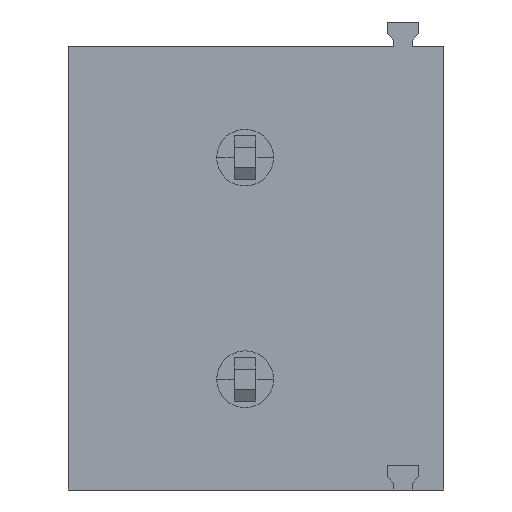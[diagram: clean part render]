
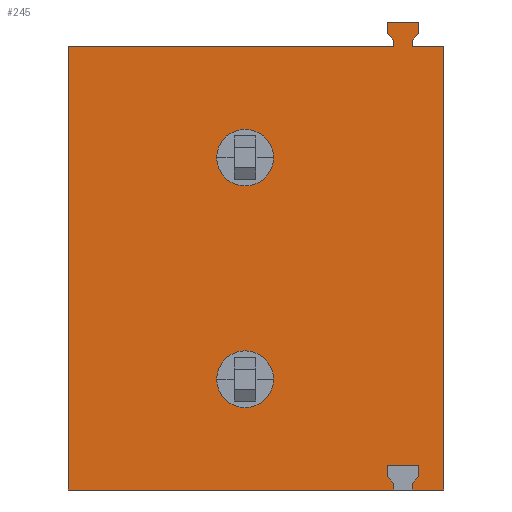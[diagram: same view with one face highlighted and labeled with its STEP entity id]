
A CAD part, front view. The second image highlights one B-rep face of the part: STEP entity #245.
In plain terms, the highlighted planar face has unit normal (0, -1, 0).
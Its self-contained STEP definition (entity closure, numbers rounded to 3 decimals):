
#245=ADVANCED_FACE('',(#603,#604,#605),#606,.T.);
#603=FACE_OUTER_BOUND('',#1084,.T.);
#604=FACE_BOUND('',#1085,.T.);
#605=FACE_BOUND('',#1086,.T.);
#606=PLANE('',#1087);
#1084=EDGE_LOOP('',(#1744,#1745,#1746,#1747,#1748,#1749,#1750,#1751,#1752,#1753,#1754,#1755,#1756,#1757,#1758,#1759,#1760,#1761,#1762,#1763));
#1085=EDGE_LOOP('',(#1764,#1765));
#1086=EDGE_LOOP('',(#1766,#1767));
#1087=AXIS2_PLACEMENT_3D('',#1768,#1769,#1770);
#1744=ORIENTED_EDGE('',*,*,#3030,.F.);
#1745=ORIENTED_EDGE('',*,*,#3031,.F.);
#1746=ORIENTED_EDGE('',*,*,#3032,.F.);
#1747=ORIENTED_EDGE('',*,*,#2921,.F.);
#1748=ORIENTED_EDGE('',*,*,#3033,.F.);
#1749=ORIENTED_EDGE('',*,*,#3034,.F.);
#1750=ORIENTED_EDGE('',*,*,#3035,.F.);
#1751=ORIENTED_EDGE('',*,*,#3036,.F.);
#1752=ORIENTED_EDGE('',*,*,#3037,.F.);
#1753=ORIENTED_EDGE('',*,*,#3038,.F.);
#1754=ORIENTED_EDGE('',*,*,#3039,.T.);
#1755=ORIENTED_EDGE('',*,*,#3040,.T.);
#1756=ORIENTED_EDGE('',*,*,#3003,.T.);
#1757=ORIENTED_EDGE('',*,*,#3041,.T.);
#1758=ORIENTED_EDGE('',*,*,#3042,.T.);
#1759=ORIENTED_EDGE('',*,*,#3043,.T.);
#1760=ORIENTED_EDGE('',*,*,#2937,.T.);
#1761=ORIENTED_EDGE('',*,*,#3044,.T.);
#1762=ORIENTED_EDGE('',*,*,#3045,.T.);
#1763=ORIENTED_EDGE('',*,*,#3046,.T.);
#1764=ORIENTED_EDGE('',*,*,#3047,.F.);
#1765=ORIENTED_EDGE('',*,*,#3048,.F.);
#1766=ORIENTED_EDGE('',*,*,#3049,.F.);
#1767=ORIENTED_EDGE('',*,*,#3050,.F.);
#1768=CARTESIAN_POINT('',(-8.08,0.0,-5.08));
#1769=DIRECTION('',(0.0,-1.0,0.0));
#1770=DIRECTION('',(0.,0.0,1.0));
#2921=EDGE_CURVE('',#3511,#3506,#3513,.T.);
#2937=EDGE_CURVE('',#3540,#3541,#3542,.T.);
#3003=EDGE_CURVE('',#3653,#3654,#3655,.T.);
#3030=EDGE_CURVE('',#3697,#3698,#3699,.T.);
#3031=EDGE_CURVE('',#3700,#3697,#3701,.T.);
#3032=EDGE_CURVE('',#3506,#3700,#3702,.T.);
#3033=EDGE_CURVE('',#3703,#3511,#3704,.T.);
#3034=EDGE_CURVE('',#3705,#3703,#3706,.T.);
#3035=EDGE_CURVE('',#3707,#3705,#3708,.T.);
#3036=EDGE_CURVE('',#3709,#3707,#3710,.T.);
#3037=EDGE_CURVE('',#3711,#3709,#3712,.T.);
#3038=EDGE_CURVE('',#3713,#3711,#3714,.T.);
#3039=EDGE_CURVE('',#3713,#3715,#3716,.T.);
#3040=EDGE_CURVE('',#3715,#3653,#3717,.T.);
#3041=EDGE_CURVE('',#3654,#3718,#3719,.T.);
#3042=EDGE_CURVE('',#3718,#3720,#3721,.T.);
#3043=EDGE_CURVE('',#3720,#3540,#3722,.T.);
#3044=EDGE_CURVE('',#3541,#3723,#3724,.T.);
#3045=EDGE_CURVE('',#3723,#3725,#3726,.T.);
#3046=EDGE_CURVE('',#3725,#3698,#3727,.T.);
#3047=EDGE_CURVE('',#3728,#3729,#3730,.T.);
#3048=EDGE_CURVE('',#3729,#3728,#3731,.T.);
#3049=EDGE_CURVE('',#3732,#3733,#3734,.T.);
#3050=EDGE_CURVE('',#3733,#3732,#3735,.T.);
#3506=VERTEX_POINT('',#4339);
#3511=VERTEX_POINT('',#4346);
#3513=LINE('',#4349,#4350);
#3540=VERTEX_POINT('',#4383);
#3541=VERTEX_POINT('',#4384);
#3542=LINE('',#4385,#4386);
#3653=VERTEX_POINT('',#4537);
#3654=VERTEX_POINT('',#4538);
#3655=LINE('',#4539,#4540);
#3697=VERTEX_POINT('',#4596);
#3698=VERTEX_POINT('',#4597);
#3699=LINE('',#4598,#4599);
#3700=VERTEX_POINT('',#4600);
#3701=LINE('',#4601,#4602);
#3702=LINE('',#4603,#4604);
#3703=VERTEX_POINT('',#4605);
#3704=LINE('',#4606,#4607);
#3705=VERTEX_POINT('',#4608);
#3706=LINE('',#4609,#4610);
#3707=VERTEX_POINT('',#4611);
#3708=LINE('',#4612,#4613);
#3709=VERTEX_POINT('',#4614);
#3710=LINE('',#4615,#4616);
#3711=VERTEX_POINT('',#4617);
#3712=LINE('',#4618,#4619);
#3713=VERTEX_POINT('',#4620);
#3714=LINE('',#4621,#4622);
#3715=VERTEX_POINT('',#4623);
#3716=LINE('',#4624,#4625);
#3717=LINE('',#4626,#4627);
#3718=VERTEX_POINT('',#4628);
#3719=LINE('',#4629,#4630);
#3720=VERTEX_POINT('',#4631);
#3721=LINE('',#4632,#4633);
#3722=LINE('',#4634,#4635);
#3723=VERTEX_POINT('',#4636);
#3724=LINE('',#4637,#4638);
#3725=VERTEX_POINT('',#4639);
#3726=LINE('',#4640,#4641);
#3727=LINE('',#4642,#4643);
#3728=VERTEX_POINT('',#4644);
#3729=VERTEX_POINT('',#4645);
#3730=CIRCLE('',#4646,0.65);
#3731=CIRCLE('',#4647,0.65);
#3732=VERTEX_POINT('',#4648);
#3733=VERTEX_POINT('',#4649);
#3734=CIRCLE('',#4650,0.65);
#3735=CIRCLE('',#4651,0.65);
#4339=CARTESIAN_POINT('',(-1.137,0.0,-7.491));
#4346=CARTESIAN_POINT('',(-1.287,0.0,-7.313));
#4349=CARTESIAN_POINT('',(1.04,0.0,-10.08));
#4350=VECTOR('',#5650,1.0);
#4383=CARTESIAN_POINT('',(-1.287,0.0,3.11));
#4384=CARTESIAN_POINT('',(-1.287,0.0,2.847));
#4385=CARTESIAN_POINT('',(-1.287,0.0,3.11));
#4386=VECTOR('',#5672,1.0);
#4537=CARTESIAN_POINT('',(-0.723,0.0,2.54));
#4538=CARTESIAN_POINT('',(-0.723,0.0,2.669));
#4539=CARTESIAN_POINT('',(-0.723,0.0,2.54));
#4540=VECTOR('',#5752,1.0);
#4596=CARTESIAN_POINT('',(-8.6,0.0,-7.62));
#4597=CARTESIAN_POINT('',(-8.6,0.0,2.54));
#4598=CARTESIAN_POINT('',(-8.6,0.0,-5.08));
#4599=VECTOR('',#5785,1.0);
#4600=CARTESIAN_POINT('',(-1.137,0.0,-7.62));
#4601=CARTESIAN_POINT('',(-8.08,0.0,-7.62));
#4602=VECTOR('',#5786,1.0);
#4603=CARTESIAN_POINT('',(-1.137,0.0,-10.08));
#4604=VECTOR('',#5787,1.0);
#4605=CARTESIAN_POINT('',(-1.287,0.0,-7.05));
#4606=CARTESIAN_POINT('',(-1.287,0.0,-10.08));
#4607=VECTOR('',#5788,1.0);
#4608=CARTESIAN_POINT('',(-0.573,0.0,-7.05));
#4609=CARTESIAN_POINT('',(49.017,0.0,-7.05));
#4610=VECTOR('',#5789,1.0);
#4611=CARTESIAN_POINT('',(-0.573,0.0,-7.313));
#4612=CARTESIAN_POINT('',(-0.573,0.0,-10.08));
#4613=VECTOR('',#5790,1.0);
#4614=CARTESIAN_POINT('',(-0.723,0.0,-7.491));
#4615=CARTESIAN_POINT('',(-2.9,0.0,-10.08));
#4616=VECTOR('',#5791,1.0);
#4617=CARTESIAN_POINT('',(-0.723,0.0,-7.62));
#4618=CARTESIAN_POINT('',(-0.723,0.0,-10.08));
#4619=VECTOR('',#5792,1.0);
#4620=CARTESIAN_POINT('',(0.0,0.0,-7.62));
#4621=CARTESIAN_POINT('',(-8.08,0.0,-7.62));
#4622=VECTOR('',#5793,1.0);
#4623=CARTESIAN_POINT('',(0.0,0.0,2.54));
#4624=CARTESIAN_POINT('',(0.0,0.0,-5.08));
#4625=VECTOR('',#5794,1.0);
#4626=CARTESIAN_POINT('',(-8.08,0.0,2.54));
#4627=VECTOR('',#5795,1.0);
#4628=CARTESIAN_POINT('',(-0.573,0.0,2.847));
#4629=CARTESIAN_POINT('',(-0.723,0.0,2.669));
#4630=VECTOR('',#5796,1.0);
#4631=CARTESIAN_POINT('',(-0.573,0.0,3.11));
#4632=CARTESIAN_POINT('',(-0.573,0.0,2.847));
#4633=VECTOR('',#5797,1.0);
#4634=CARTESIAN_POINT('',(-0.573,0.0,3.11));
#4635=VECTOR('',#5798,1.0);
#4636=CARTESIAN_POINT('',(-1.137,0.0,2.669));
#4637=CARTESIAN_POINT('',(-1.287,0.0,2.847));
#4638=VECTOR('',#5799,1.0);
#4639=CARTESIAN_POINT('',(-1.137,0.0,2.54));
#4640=CARTESIAN_POINT('',(-1.137,0.0,2.669));
#4641=VECTOR('',#5800,1.0);
#4642=CARTESIAN_POINT('',(-8.08,0.0,2.54));
#4643=VECTOR('',#5801,1.0);
#4644=CARTESIAN_POINT('',(-5.2,0.,0.));
#4645=CARTESIAN_POINT('',(-3.9,0.0,0.));
#4646=AXIS2_PLACEMENT_3D('',#5802,#5803,#5804);
#4647=AXIS2_PLACEMENT_3D('',#5805,#5806,#5807);
#4648=CARTESIAN_POINT('',(-3.9,0.,-5.08));
#4649=CARTESIAN_POINT('',(-5.2,0.0,-5.08));
#4650=AXIS2_PLACEMENT_3D('',#5808,#5809,#5810);
#4651=AXIS2_PLACEMENT_3D('',#5811,#5812,#5813);
#5650=DIRECTION('',(0.644,0.0,-0.765));
#5672=DIRECTION('',(0.,0.0,-1.0));
#5752=DIRECTION('',(0.,0.0,1.0));
#5785=DIRECTION('',(0.,0.0,1.0));
#5786=DIRECTION('',(-1.0,0.0,0.));
#5787=DIRECTION('',(0.0,0.0,-1.0));
#5788=DIRECTION('',(0.,0.0,-1.0));
#5789=DIRECTION('',(-1.0,0.0,0.0));
#5790=DIRECTION('',(0.0,0.0,1.0));
#5791=DIRECTION('',(0.644,0.0,0.765));
#5792=DIRECTION('',(0.,0.0,1.0));
#5793=DIRECTION('',(-1.0,0.0,0.));
#5794=DIRECTION('',(0.,0.0,1.0));
#5795=DIRECTION('',(-1.0,0.0,0.));
#5796=DIRECTION('',(0.644,0.0,0.765));
#5797=DIRECTION('',(0.0,0.0,1.0));
#5798=DIRECTION('',(-1.0,0.0,0.0));
#5799=DIRECTION('',(0.644,0.0,-0.765));
#5800=DIRECTION('',(0.0,0.0,-1.0));
#5801=DIRECTION('',(-1.0,0.0,0.));
#5802=CARTESIAN_POINT('',(-4.55,0.0,0.0));
#5803=DIRECTION('',(0.,-1.0,0.));
#5804=DIRECTION('',(-1.0,0.,0.));
#5805=CARTESIAN_POINT('',(-4.55,0.0,0.0));
#5806=DIRECTION('',(0.,-1.0,0.));
#5807=DIRECTION('',(-1.0,0.,0.));
#5808=CARTESIAN_POINT('',(-4.55,0.0,-5.08));
#5809=DIRECTION('',(0.,-1.0,0.));
#5810=DIRECTION('',(-1.0,0.,0.));
#5811=CARTESIAN_POINT('',(-4.55,0.0,-5.08));
#5812=DIRECTION('',(0.,-1.0,0.));
#5813=DIRECTION('',(-1.0,0.,0.));
